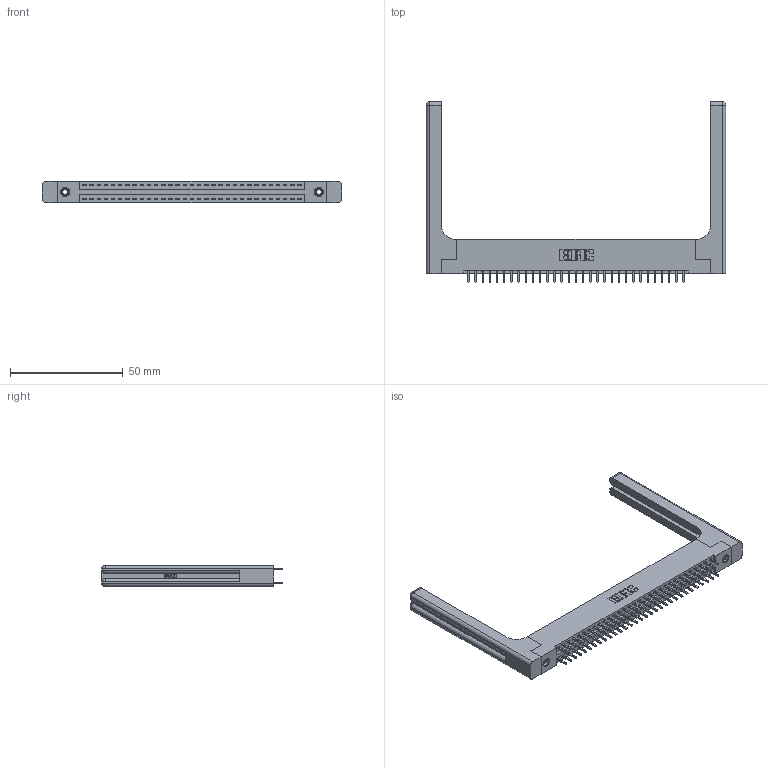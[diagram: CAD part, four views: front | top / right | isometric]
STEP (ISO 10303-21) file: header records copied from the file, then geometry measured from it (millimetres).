
FILE_DESCRIPTION (( 'STEP AP203' ), '1' );
FILE_NAME ('346-062-521-258.STEP', '2022-05-24T13:24:24', ( '' ), ( '' ), 'SwSTEP 2.0', 'SolidWorks 2020', '' );
FILE_SCHEMA (( 'CONFIG_CONTROL_DESIGN' ));
Length unit declared in the file: inch
Products named in the file (5): 346-062-521-258; 346-220-058_345-220-058; 345-292-001_345-293-121; 346 Part_Flush Mounting Lugs - 0.156 Dia-TH; 345-250-001_345-250-001-102
Assembly tree (67 placements, depth 2):
  346-062-521-258
    346 Part_Flush Mounting Lugs - 0.156 Dia-TH
    345-292-001_345-293-121  x62
    345-250-001_345-250-001-102  x2
    346-220-058_345-220-058  x2
Bounding box: 132.49 x 80.01 x 9.4 mm (x, y, z)
Volume: 20284.5 mm3; surface area: 22245.1 mm2
Topology: 67 solids, 67 shells, 3616 faces, 10641 edges, 6990 vertices
Faces by surface type: plane 2408, cylinder 1148, bspline 36, cone 12, sphere 8, torus 4
Entity records: 27328 total; most frequent: CARTESIAN_POINT 5531, ORIENTED_EDGE 4260, DIRECTION 3858, EDGE_CURVE 2130, LINE 1782, VECTOR 1782, VERTEX_POINT 1410, AXIS2_PLACEMENT_3D 1038
